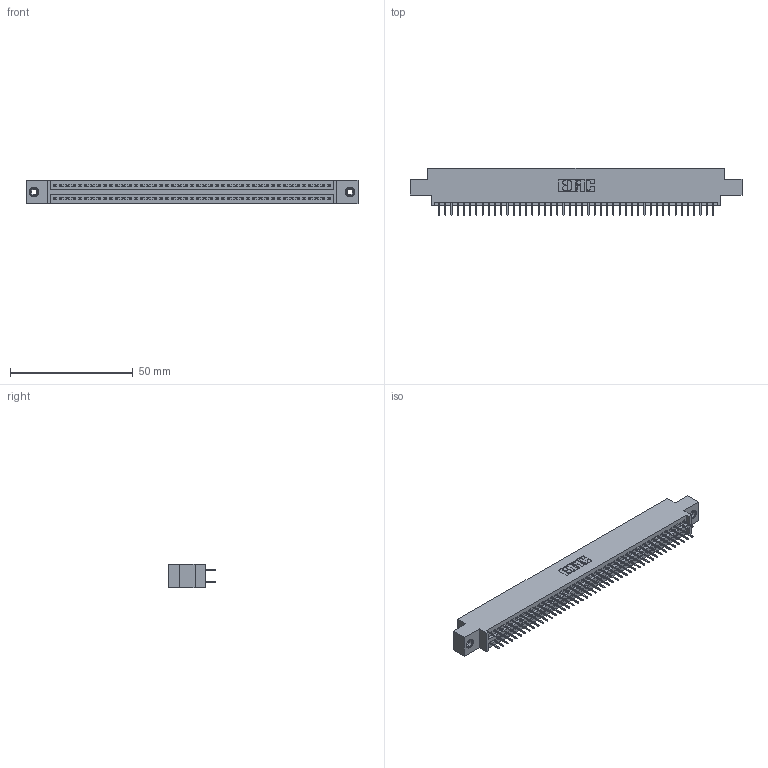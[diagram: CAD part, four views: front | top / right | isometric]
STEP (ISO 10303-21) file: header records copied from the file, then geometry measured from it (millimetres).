
FILE_DESCRIPTION (( 'STEP AP203' ), '1' );
FILE_NAME ('395-090-524-808.STEP', '2018-11-29T03:16:58', ( '' ), ( '' ), 'SwSTEP 2.0', 'SolidWorks 2016', '' );
FILE_SCHEMA (( 'CONFIG_CONTROL_DESIGN' ));
Length unit declared in the file: inch
Products named in the file (4): 345 Part_0.170 Offset - 0.156 Dia-TI; 345-292-001_345-293-124; 395-090-524-808; 345-250-001_345-250-003-102
Assembly tree (93 placements, depth 2):
  395-090-524-808
    345 Part_0.170 Offset - 0.156 Dia-TI
    345-292-001_345-293-124  x90
    345-250-001_345-250-003-102  x2
Bounding box: 135.51 x 19.35 x 9.4 mm (x, y, z)
Volume: 12935.2 mm3; surface area: 18975.9 mm2
Topology: 93 solids, 93 shells, 5050 faces, 14259 edges, 9138 vertices
Faces by surface type: plane 3626, cylinder 1408, cone 12, torus 4
Entity records: 36296 total; most frequent: CARTESIAN_POINT 6063, ORIENTED_EDGE 5990, DIRECTION 5369, EDGE_CURVE 2995, VECTOR 2667, LINE 2667, VERTEX_POINT 1988, AXIS2_PLACEMENT_3D 1351
